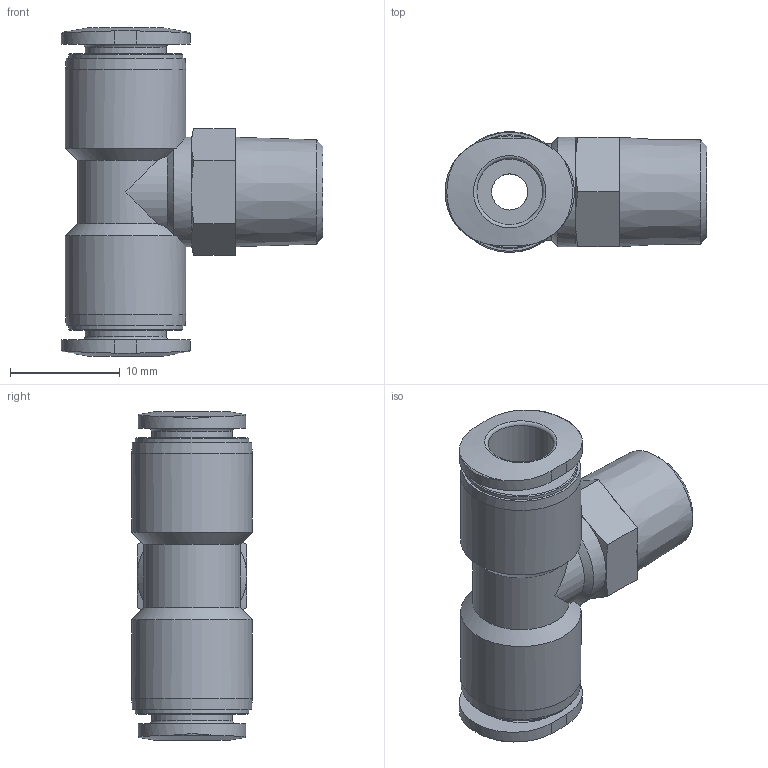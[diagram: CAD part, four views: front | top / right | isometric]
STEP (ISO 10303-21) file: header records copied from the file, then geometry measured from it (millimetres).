
FILE_DESCRIPTION(/* description */ ('STEP AP214'),/* implementation_level */ '2;1');
FILE_NAME(/* name */ '153357_QSMT-1_8-6',/* time_stamp */ '2024-09-14T13:38:38+02:00',/* author */ ('License CC BY-ND 4.0'),/* organization */ ('CADENAS'),/* preprocessor_version */ 'ST-DEVELOPER v19.3',/* originating_system */ 'PARTsolutions',/* authorisation */ ' ');
FILE_SCHEMA (('AUTOMOTIVE_DESIGN {1 0 10303 214 3 1 1}'));
Length unit declared in the file: millimetre
Products named in the file (1): 153357 QSMT-1/8-6
Bounding box: 23.9 x 11 x 30 mm (x, y, z)
Volume: 2701.1 mm3; surface area: 2450 mm2
Topology: 1 solids, 1 shells, 65 faces, 160 edges, 103 vertices
Faces by surface type: plane 20, cone 19, cylinder 18, torus 8
Full cylindrical faces by diameter (mm): 3.3 x2, 6 x2, 7.4 x2, 10 x1, 10.4 x2, 11 x2
Entity records: 2266 total; most frequent: CARTESIAN_POINT 432, DIRECTION 270, ORIENTED_EDGE 254, EDGE_CURVE 127, AXIS2_PLACEMENT_3D 123, EDGE_LOOP 100, FACE_BOUND 100, VERTEX_POINT 95
